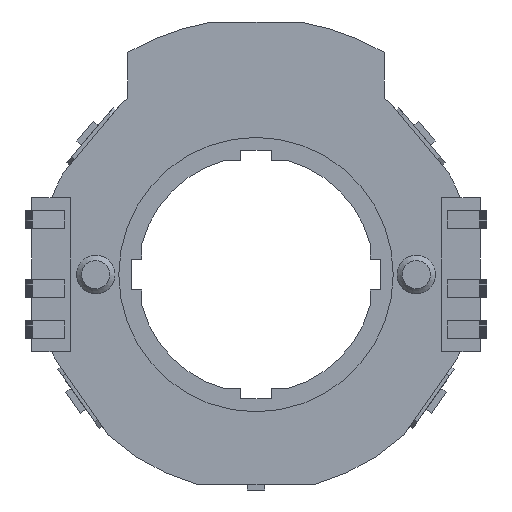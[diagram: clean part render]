
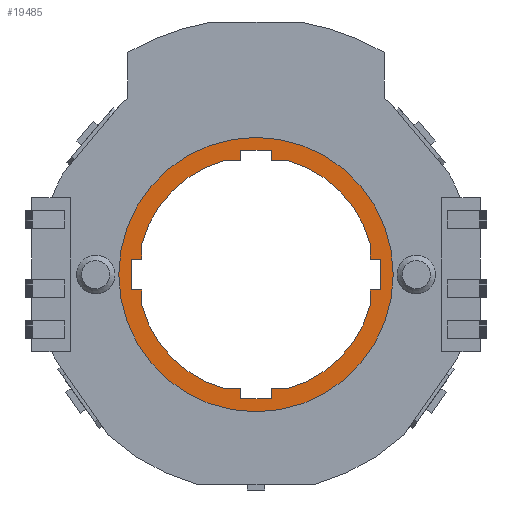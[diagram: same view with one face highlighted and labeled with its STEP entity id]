
A CAD part, front view. The second image highlights one B-rep face of the part: STEP entity #19485.
In plain terms, the highlighted planar face has unit normal (0, -1, 0).
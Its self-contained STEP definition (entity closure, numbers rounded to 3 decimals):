
#44=FACE_BOUND('',#2144,.T.);
#152=PLANE('',#20529);
#1140=FACE_OUTER_BOUND('',#2143,.T.);
#2143=EDGE_LOOP('',(#14269));
#2144=EDGE_LOOP('',(#14270,#14271,#14272,#14273,#14274,#14275,#14276,#14277,
#14278,#14279,#14280,#14281,#14282,#14283,#14284,#14285,#14286,#14287,#14288,
#14289,#14290,#14291,#14292,#14293));
#3094=LINE('',#26503,#5939);
#3100=LINE('',#26520,#5945);
#3106=LINE('',#26537,#5951);
#3112=LINE('',#26554,#5957);
#3408=LINE('',#27212,#6253);
#3411=LINE('',#27218,#6256);
#3413=LINE('',#27222,#6258);
#3418=LINE('',#27231,#6263);
#3419=LINE('',#27233,#6264);
#3420=LINE('',#27235,#6265);
#3421=LINE('',#27236,#6266);
#3422=LINE('',#27237,#6267);
#3423=LINE('',#27239,#6268);
#3424=LINE('',#27241,#6269);
#3425=LINE('',#27243,#6270);
#3426=LINE('',#27244,#6271);
#3427=LINE('',#27246,#6272);
#3428=LINE('',#27248,#6273);
#3429=LINE('',#27250,#6274);
#3430=LINE('',#27251,#6275);
#5939=VECTOR('',#21533,1.);
#5945=VECTOR('',#21547,1.);
#5951=VECTOR('',#21561,1.);
#5957=VECTOR('',#21575,1.);
#6253=VECTOR('',#22121,1.);
#6256=VECTOR('',#22126,1.);
#6258=VECTOR('',#22130,1.);
#6263=VECTOR('',#22139,1.);
#6264=VECTOR('',#22140,1.);
#6265=VECTOR('',#22141,1.);
#6266=VECTOR('',#22142,1.);
#6267=VECTOR('',#22143,1.);
#6268=VECTOR('',#22144,1.);
#6269=VECTOR('',#22145,1.);
#6270=VECTOR('',#22146,1.);
#6271=VECTOR('',#22147,1.);
#6272=VECTOR('',#22148,1.);
#6273=VECTOR('',#22149,1.);
#6274=VECTOR('',#22150,1.);
#6275=VECTOR('',#22151,1.);
#8714=CIRCLE('',#20386,4.614);
#8716=CIRCLE('',#20390,4.614);
#8718=CIRCLE('',#20394,4.614);
#8720=CIRCLE('',#20398,4.614);
#8723=CIRCLE('',#20404,5.35);
#8829=VERTEX_POINT('',#26493);
#8830=VERTEX_POINT('',#26494);
#8833=VERTEX_POINT('',#26502);
#8836=VERTEX_POINT('',#26510);
#8837=VERTEX_POINT('',#26511);
#8840=VERTEX_POINT('',#26519);
#8843=VERTEX_POINT('',#26527);
#8844=VERTEX_POINT('',#26528);
#8847=VERTEX_POINT('',#26536);
#8850=VERTEX_POINT('',#26544);
#8851=VERTEX_POINT('',#26545);
#8854=VERTEX_POINT('',#26553);
#8870=VERTEX_POINT('',#26592);
#9067=VERTEX_POINT('',#27211);
#9069=VERTEX_POINT('',#27217);
#9070=VERTEX_POINT('',#27221);
#9072=VERTEX_POINT('',#27230);
#9073=VERTEX_POINT('',#27232);
#9074=VERTEX_POINT('',#27234);
#9075=VERTEX_POINT('',#27238);
#9076=VERTEX_POINT('',#27240);
#9077=VERTEX_POINT('',#27242);
#9078=VERTEX_POINT('',#27245);
#9079=VERTEX_POINT('',#27247);
#9080=VERTEX_POINT('',#27249);
#10753=EDGE_CURVE('',#8829,#8830,#8714,.T.);
#10757=EDGE_CURVE('',#8833,#8830,#3094,.T.);
#10761=EDGE_CURVE('',#8836,#8837,#8716,.T.);
#10765=EDGE_CURVE('',#8840,#8837,#3100,.T.);
#10769=EDGE_CURVE('',#8843,#8844,#8718,.T.);
#10773=EDGE_CURVE('',#8844,#8847,#3106,.T.);
#10777=EDGE_CURVE('',#8850,#8851,#8720,.T.);
#10781=EDGE_CURVE('',#8851,#8854,#3112,.T.);
#10802=EDGE_CURVE('',#8870,#8870,#8723,.T.);
#11105=EDGE_CURVE('',#8833,#9067,#3408,.T.);
#11108=EDGE_CURVE('',#9069,#9067,#3411,.T.);
#11110=EDGE_CURVE('',#9070,#9069,#3413,.T.);
#11115=EDGE_CURVE('',#8850,#9072,#3418,.T.);
#11116=EDGE_CURVE('',#9073,#9072,#3419,.T.);
#11117=EDGE_CURVE('',#9073,#9074,#3420,.T.);
#11118=EDGE_CURVE('',#9074,#8840,#3421,.T.);
#11119=EDGE_CURVE('',#8836,#9070,#3422,.T.);
#11120=EDGE_CURVE('',#9075,#8829,#3423,.T.);
#11121=EDGE_CURVE('',#9075,#9076,#3424,.T.);
#11122=EDGE_CURVE('',#9077,#9076,#3425,.T.);
#11123=EDGE_CURVE('',#8847,#9077,#3426,.T.);
#11124=EDGE_CURVE('',#9078,#8843,#3427,.T.);
#11125=EDGE_CURVE('',#9079,#9078,#3428,.T.);
#11126=EDGE_CURVE('',#9080,#9079,#3429,.T.);
#11127=EDGE_CURVE('',#9080,#8854,#3430,.T.);
#14269=ORIENTED_EDGE('',*,*,#10802,.T.);
#14270=ORIENTED_EDGE('',*,*,#11115,.T.);
#14271=ORIENTED_EDGE('',*,*,#11116,.F.);
#14272=ORIENTED_EDGE('',*,*,#11117,.T.);
#14273=ORIENTED_EDGE('',*,*,#11118,.T.);
#14274=ORIENTED_EDGE('',*,*,#10765,.T.);
#14275=ORIENTED_EDGE('',*,*,#10761,.F.);
#14276=ORIENTED_EDGE('',*,*,#11119,.T.);
#14277=ORIENTED_EDGE('',*,*,#11110,.T.);
#14278=ORIENTED_EDGE('',*,*,#11108,.T.);
#14279=ORIENTED_EDGE('',*,*,#11105,.F.);
#14280=ORIENTED_EDGE('',*,*,#10757,.T.);
#14281=ORIENTED_EDGE('',*,*,#10753,.F.);
#14282=ORIENTED_EDGE('',*,*,#11120,.F.);
#14283=ORIENTED_EDGE('',*,*,#11121,.T.);
#14284=ORIENTED_EDGE('',*,*,#11122,.F.);
#14285=ORIENTED_EDGE('',*,*,#11123,.F.);
#14286=ORIENTED_EDGE('',*,*,#10773,.F.);
#14287=ORIENTED_EDGE('',*,*,#10769,.F.);
#14288=ORIENTED_EDGE('',*,*,#11124,.F.);
#14289=ORIENTED_EDGE('',*,*,#11125,.F.);
#14290=ORIENTED_EDGE('',*,*,#11126,.F.);
#14291=ORIENTED_EDGE('',*,*,#11127,.T.);
#14292=ORIENTED_EDGE('',*,*,#10781,.F.);
#14293=ORIENTED_EDGE('',*,*,#10777,.F.);
#19485=ADVANCED_FACE('',(#1140,#44),#152,.T.);
#20386=AXIS2_PLACEMENT_3D('',#26495,#21525,#21526);
#20390=AXIS2_PLACEMENT_3D('',#26512,#21539,#21540);
#20394=AXIS2_PLACEMENT_3D('',#26529,#21553,#21554);
#20398=AXIS2_PLACEMENT_3D('',#26546,#21567,#21568);
#20404=AXIS2_PLACEMENT_3D('',#26593,#21601,#21602);
#20529=AXIS2_PLACEMENT_3D('',#27229,#22137,#22138);
#21525=DIRECTION('center_axis',(0.,-1.,0.));
#21526=DIRECTION('ref_axis',(1.,0.,0.));
#21533=DIRECTION('',(1.,0.,0.));
#21539=DIRECTION('center_axis',(0.,-1.,0.));
#21540=DIRECTION('ref_axis',(1.,0.,0.));
#21547=DIRECTION('',(0.,0.,1.));
#21553=DIRECTION('center_axis',(0.,-1.,0.));
#21554=DIRECTION('ref_axis',(1.,0.,0.));
#21561=DIRECTION('',(0.,0.,1.));
#21567=DIRECTION('center_axis',(0.,-1.,0.));
#21568=DIRECTION('ref_axis',(1.,0.,0.));
#21575=DIRECTION('',(1.,0.,0.));
#21601=DIRECTION('center_axis',(0.,-1.,0.));
#21602=DIRECTION('ref_axis',(1.,0.,0.));
#22121=DIRECTION('',(0.,0.,1.));
#22126=DIRECTION('',(1.,0.,0.));
#22130=DIRECTION('',(0.,0.,1.));
#22137=DIRECTION('center_axis',(0.,-1.,0.));
#22138=DIRECTION('ref_axis',(0.,0.,-1.));
#22139=DIRECTION('',(0.,0.,1.));
#22140=DIRECTION('',(1.,0.,0.));
#22141=DIRECTION('',(0.,0.,1.));
#22142=DIRECTION('',(1.,0.,0.));
#22143=DIRECTION('',(1.,0.,0.));
#22144=DIRECTION('',(0.,0.,1.));
#22145=DIRECTION('',(1.,0.,0.));
#22146=DIRECTION('',(0.,0.,1.));
#22147=DIRECTION('',(1.,0.,0.));
#22148=DIRECTION('',(1.,0.,0.));
#22149=DIRECTION('',(0.,0.,1.));
#22150=DIRECTION('',(1.,0.,0.));
#22151=DIRECTION('',(0.,0.,1.));
#26493=CARTESIAN_POINT('',(9.85,7.2,41.268));
#26494=CARTESIAN_POINT('',(6.618,7.2,44.5));
#26495=CARTESIAN_POINT('Origin',(5.4,7.2,40.05));
#26502=CARTESIAN_POINT('',(6.,7.2,44.5));
#26503=CARTESIAN_POINT('',(6.,7.2,44.5));
#26510=CARTESIAN_POINT('',(4.182,7.2,44.5));
#26511=CARTESIAN_POINT('',(0.95,7.2,41.268));
#26512=CARTESIAN_POINT('Origin',(5.4,7.2,40.05));
#26519=CARTESIAN_POINT('',(0.95,7.2,40.65));
#26520=CARTESIAN_POINT('',(0.95,7.2,40.65));
#26527=CARTESIAN_POINT('',(6.618,7.2,35.6));
#26528=CARTESIAN_POINT('',(9.85,7.2,38.832));
#26529=CARTESIAN_POINT('Origin',(5.4,7.2,40.05));
#26536=CARTESIAN_POINT('',(9.85,7.2,39.45));
#26537=CARTESIAN_POINT('',(9.85,7.2,38.827));
#26544=CARTESIAN_POINT('',(0.95,7.2,38.832));
#26545=CARTESIAN_POINT('',(4.182,7.2,35.6));
#26546=CARTESIAN_POINT('Origin',(5.4,7.2,40.05));
#26553=CARTESIAN_POINT('',(4.8,7.2,35.6));
#26554=CARTESIAN_POINT('',(4.177,7.2,35.6));
#26592=CARTESIAN_POINT('',(0.05,7.2,40.05));
#26593=CARTESIAN_POINT('Origin',(5.4,7.2,40.05));
#27211=CARTESIAN_POINT('',(6.,7.2,44.9));
#27212=CARTESIAN_POINT('',(6.,7.2,44.5));
#27217=CARTESIAN_POINT('',(4.8,7.2,44.9));
#27218=CARTESIAN_POINT('',(4.8,7.2,44.9));
#27221=CARTESIAN_POINT('',(4.8,7.2,44.5));
#27222=CARTESIAN_POINT('',(4.8,7.2,44.5));
#27229=CARTESIAN_POINT('Origin',(9.411,7.2,43.59));
#27230=CARTESIAN_POINT('',(0.95,7.2,39.45));
#27231=CARTESIAN_POINT('',(0.95,7.2,38.827));
#27232=CARTESIAN_POINT('',(0.55,7.2,39.45));
#27233=CARTESIAN_POINT('',(0.55,7.2,39.45));
#27234=CARTESIAN_POINT('',(0.55,7.2,40.65));
#27235=CARTESIAN_POINT('',(0.55,7.2,39.45));
#27236=CARTESIAN_POINT('',(0.55,7.2,40.65));
#27237=CARTESIAN_POINT('',(4.177,7.2,44.5));
#27238=CARTESIAN_POINT('',(9.85,7.2,40.65));
#27239=CARTESIAN_POINT('',(9.85,7.2,40.65));
#27240=CARTESIAN_POINT('',(10.25,7.2,40.65));
#27241=CARTESIAN_POINT('',(9.85,7.2,40.65));
#27242=CARTESIAN_POINT('',(10.25,7.2,39.45));
#27243=CARTESIAN_POINT('',(10.25,7.2,39.45));
#27244=CARTESIAN_POINT('',(9.85,7.2,39.45));
#27245=CARTESIAN_POINT('',(6.,7.2,35.6));
#27246=CARTESIAN_POINT('',(6.,7.2,35.6));
#27247=CARTESIAN_POINT('',(6.,7.2,35.2));
#27248=CARTESIAN_POINT('',(6.,7.2,35.2));
#27249=CARTESIAN_POINT('',(4.8,7.2,35.2));
#27250=CARTESIAN_POINT('',(4.8,7.2,35.2));
#27251=CARTESIAN_POINT('',(4.8,7.2,35.2));
